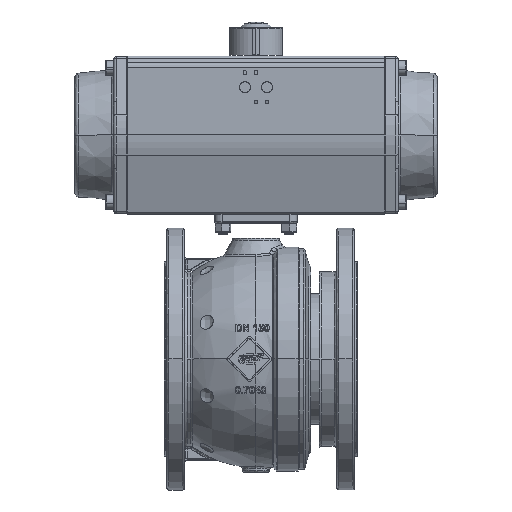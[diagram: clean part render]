
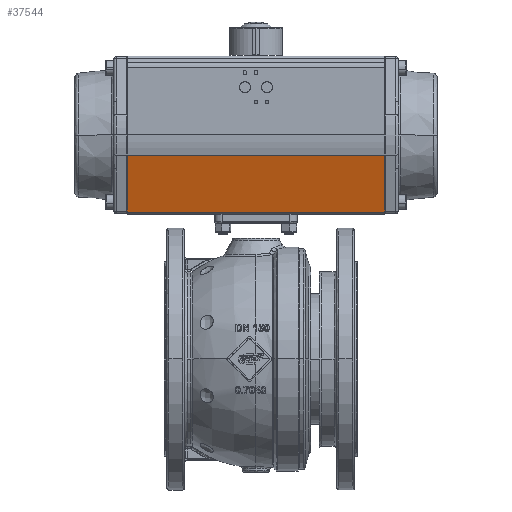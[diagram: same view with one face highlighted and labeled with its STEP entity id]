
A CAD part, top view. The second image highlights one B-rep face of the part: STEP entity #37544.
In plain terms, the highlighted planar face has unit normal (0, 0.288, -0.958).
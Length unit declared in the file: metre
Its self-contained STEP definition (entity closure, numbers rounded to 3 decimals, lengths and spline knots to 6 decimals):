
#2402 = CARTESIAN_POINT ( 'NONE',  ( -0.195206, 0.115189, 0.428043 ) ) ;
#5848 = EDGE_CURVE ( 'NONE', #17104, #80520, #16335, .T. ) ;
#9987 = ORIENTED_EDGE ( 'NONE', *, *, #16131, .T. ) ;
#11522 = VERTEX_POINT ( 'NONE', #72493 ) ;
#12802 = CARTESIAN_POINT ( 'NONE',  ( 0.084794, 0.115189, 0.428043 ) ) ;
#13171 = EDGE_CURVE ( 'NONE', #80520, #97874, #46201, .T. ) ;
#14950 = CARTESIAN_POINT ( 'NONE',  ( 0.084794, 0.177166, 0.446681 ) ) ;
#16131 = EDGE_CURVE ( 'NONE', #97874, #11522, #81215, .T. ) ;
#16335 = LINE ( 'NONE', #31331, #75953 ) ;
#16389 = DIRECTION ( 'NONE',  ( 0., -0.958, -0.288 ) ) ;
#17104 = VERTEX_POINT ( 'NONE', #92840 ) ;
#27281 = DIRECTION ( 'NONE',  ( 0., -0.958, -0.288 ) ) ;
#30787 = DIRECTION ( 'NONE',  ( 1., 0., 0. ) ) ;
#31331 = CARTESIAN_POINT ( 'NONE',  ( -0.195206, 0.115189, 0.428043 ) ) ;
#34841 = LINE ( 'NONE', #56795, #76575 ) ;
#37544 = ADVANCED_FACE ( 'NONE', ( #48808 ), #54306, .T. ) ;
#37715 = ORIENTED_EDGE ( 'NONE', *, *, #5848, .T. ) ;
#39320 = DIRECTION ( 'NONE',  ( 0., 0.958, 0.288 ) ) ;
#46201 = LINE ( 'NONE', #61221, #54715 ) ;
#47548 = EDGE_CURVE ( 'NONE', #11522, #17104, #34841, .T. ) ;
#48808 = FACE_OUTER_BOUND ( 'NONE', #98348, .T. ) ;
#54306 = PLANE ( 'NONE',  #79411 ) ;
#54715 = VECTOR ( 'NONE', #30787, 1. ) ;
#55106 = VECTOR ( 'NONE', #27281, 1. ) ;
#55297 = DIRECTION ( 'NONE',  ( 0., 0.288, -0.958 ) ) ;
#56795 = CARTESIAN_POINT ( 'NONE',  ( -0.195206, 0.115189, 0.428043 ) ) ;
#61221 = CARTESIAN_POINT ( 'NONE',  ( -0.195206, 0.177166, 0.446681 ) ) ;
#63822 = ORIENTED_EDGE ( 'NONE', *, *, #13171, .T. ) ;
#69054 = ORIENTED_EDGE ( 'NONE', *, *, #47548, .T. ) ;
#72493 = CARTESIAN_POINT ( 'NONE',  ( 0.084794, 0.115189, 0.428043 ) ) ;
#72780 = DIRECTION ( 'NONE',  ( -1., 0., 0. ) ) ;
#75953 = VECTOR ( 'NONE', #39320, 1. ) ;
#76555 = CARTESIAN_POINT ( 'NONE',  ( -0.195206, 0.177166, 0.446681 ) ) ;
#76575 = VECTOR ( 'NONE', #72780, 1. ) ;
#79411 = AXIS2_PLACEMENT_3D ( 'NONE', #2402, #55297, #16389 ) ;
#80520 = VERTEX_POINT ( 'NONE', #76555 ) ;
#81215 = LINE ( 'NONE', #12802, #55106 ) ;
#92840 = CARTESIAN_POINT ( 'NONE',  ( -0.195206, 0.115189, 0.428043 ) ) ;
#97874 = VERTEX_POINT ( 'NONE', #14950 ) ;
#98348 = EDGE_LOOP ( 'NONE', ( #63822, #9987, #69054, #37715 ) ) ;
